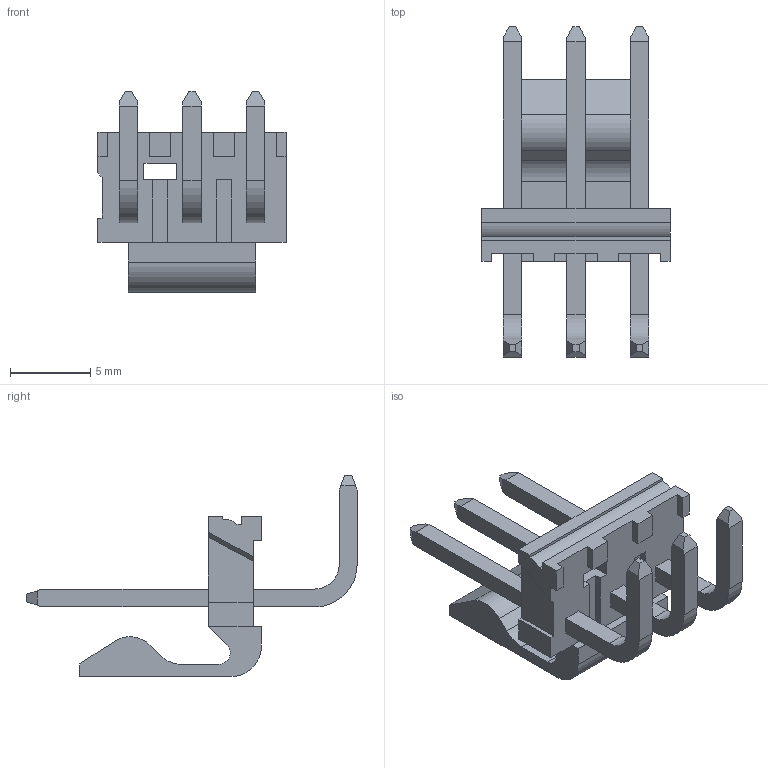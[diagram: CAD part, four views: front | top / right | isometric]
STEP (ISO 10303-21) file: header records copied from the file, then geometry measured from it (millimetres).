
FILE_DESCRIPTION((''),'2;1');
FILE_NAME('1718140003','2016-01-11T',('ME'),(''),'PRO/ENGINEER BY PARAMETRIC TECHNOLOGY CORPORATION, 2011490','PRO/ENGINEER BY PARAMETRIC TECHNOLOGY CORPORATION, 2011490','');
FILE_SCHEMA(('CONFIG_CONTROL_DESIGN'));
Length unit declared in the file: inch
Products named in the file (1): 1718140003
Bounding box: 11.73 x 20.6 x 12.55 mm (x, y, z)
Volume: 456 mm3; surface area: 854.7 mm2
Topology: 1 solids, 1 shells, 121 faces, 344 edges, 230 vertices
Faces by surface type: plane 110, cylinder 11
Entity records: 3920 total; most frequent: CARTESIAN_POINT 690, ORIENTED_EDGE 676, DIRECTION 616, EDGE_CURVE 338, VECTOR 316, LINE 316, VERTEX_POINT 224, AXIS2_PLACEMENT_3D 150
